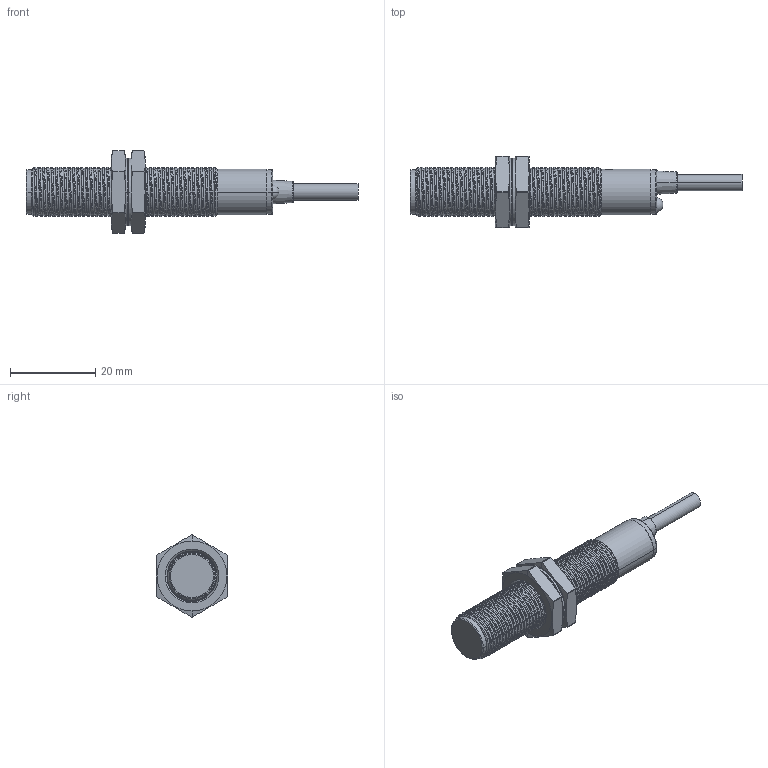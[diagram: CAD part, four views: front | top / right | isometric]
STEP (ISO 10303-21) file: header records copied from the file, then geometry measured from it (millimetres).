
FILE_DESCRIPTION((''),'2;1');
FILE_NAME('WR-M12150N_ASM','2021-09-28T09:49:36',('Administrator'),(''),'CREO PARAMETRIC BY PTC INC, 2018400','CREO PARAMETRIC BY PTC INC, 2018400','');
FILE_SCHEMA(('CONFIG_CONTROL_DESIGN'));
Length unit declared in the file: millimetre
Products named in the file (3): WR-M12150N; LM-M12_; WR-M12150N_ASM
Assembly tree (3 placements, depth 2):
  WR-M12150N_ASM
    WR-M12150N
    LM-M12_  x2
Bounding box: 77.7 x 16.75 x 19.28 mm (x, y, z)
Volume: 6888.6 mm3; surface area: 4472 mm2
Topology: 3 solids, 4 shells, 715 faces, 2056 edges, 1354 vertices
Faces by surface type: plane 512, cylinder 127, bspline 44, cone 22, torus 6, sphere 4
Entity records: 26208 total; most frequent: CARTESIAN_POINT 15597, ORIENTED_EDGE 2474, DIRECTION 1856, EDGE_CURVE 1237, VERTEX_POINT 811, AXIS2_PLACEMENT_3D 726, B_SPLINE_CURVE_WITH_KNOTS 513, EDGE_LOOP 450
